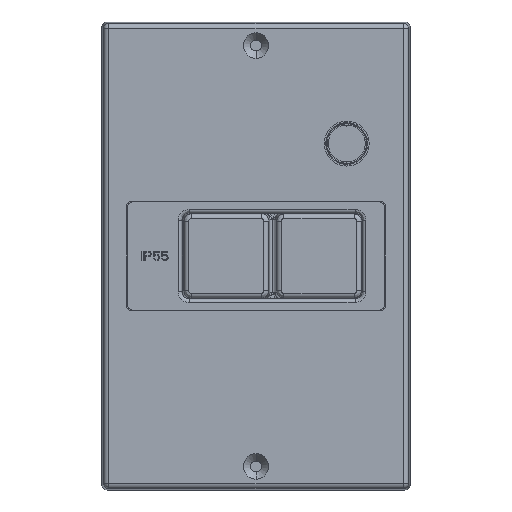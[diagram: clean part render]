
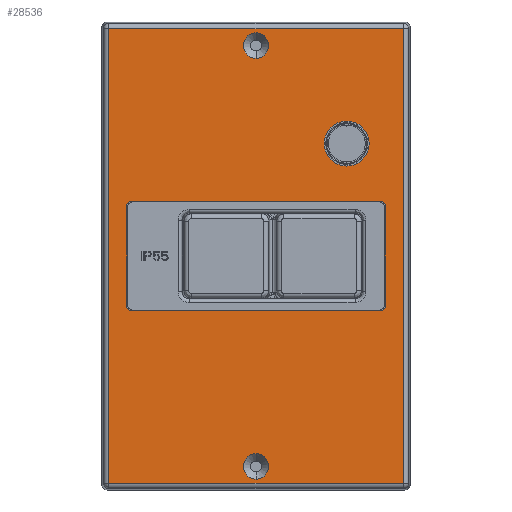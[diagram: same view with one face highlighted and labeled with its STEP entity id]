
A CAD part, front view. The second image highlights one B-rep face of the part: STEP entity #28536.
In plain terms, the highlighted face is planar.
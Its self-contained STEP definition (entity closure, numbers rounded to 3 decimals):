
#23764=DIRECTION('',(0.,0.,1.));
#23765=VECTOR('',#23764,125.195);
#23766=CARTESIAN_POINT('',(-40.597,13.,-62.597));
#23767=LINE('',#23766,#23765);
#23768=DIRECTION('',(-1.,0.,0.));
#23769=VECTOR('',#23768,81.195);
#23770=CARTESIAN_POINT('',(40.597,13.,-62.597));
#23771=LINE('',#23770,#23769);
#23772=DIRECTION('',(0.,0.,-1.));
#23773=VECTOR('',#23772,125.195);
#23774=CARTESIAN_POINT('',(40.597,13.,62.597));
#23775=LINE('',#23774,#23773);
#23776=DIRECTION('',(1.,0.,0.));
#23777=VECTOR('',#23776,81.195);
#23778=CARTESIAN_POINT('',(-40.597,13.,62.597));
#23779=LINE('',#23778,#23777);
#23780=CARTESIAN_POINT('',(0.,13.,58.));
#23781=DIRECTION('',(0.,-1.,0.));
#23782=DIRECTION('',(0.,0.,1.));
#23783=AXIS2_PLACEMENT_3D('',#23780,#23781,#23782);
#23785=CARTESIAN_POINT('',(0.,13.,58.));
#23786=DIRECTION('',(0.,-1.,0.));
#23787=DIRECTION('',(0.,0.,-1.));
#23788=AXIS2_PLACEMENT_3D('',#23785,#23786,#23787);
#23790=CARTESIAN_POINT('',(25.,13.,-31.));
#23791=DIRECTION('',(0.,-1.,0.));
#23792=DIRECTION('',(0.,0.,-1.));
#23793=AXIS2_PLACEMENT_3D('',#23790,#23791,#23792);
#23795=CARTESIAN_POINT('',(25.,13.,-31.));
#23796=DIRECTION('',(0.,-1.,0.));
#23797=DIRECTION('',(0.,0.,1.));
#23798=AXIS2_PLACEMENT_3D('',#23795,#23796,#23797);
#23800=DIRECTION('',(-1.,0.,0.));
#23801=VECTOR('',#23800,68.3);
#23802=CARTESIAN_POINT('',(34.15,13.,-15.1));
#23803=LINE('',#23802,#23801);
#23804=CARTESIAN_POINT('',(-34.15,13.,-13.6));
#23805=DIRECTION('',(0.,1.,0.));
#23806=DIRECTION('',(0.,0.,-1.));
#23807=AXIS2_PLACEMENT_3D('',#23804,#23805,#23806);
#23809=DIRECTION('',(0.,0.,1.));
#23810=VECTOR('',#23809,27.2);
#23811=CARTESIAN_POINT('',(-35.65,13.,-13.6));
#23812=LINE('',#23811,#23810);
#23813=CARTESIAN_POINT('',(-34.15,13.,13.6));
#23814=DIRECTION('',(0.,1.,0.));
#23815=DIRECTION('',(-1.,0.,0.));
#23816=AXIS2_PLACEMENT_3D('',#23813,#23814,#23815);
#23818=DIRECTION('',(1.,0.,0.));
#23819=VECTOR('',#23818,68.3);
#23820=CARTESIAN_POINT('',(-34.15,13.,15.1));
#23821=LINE('',#23820,#23819);
#23822=CARTESIAN_POINT('',(34.15,13.,13.6));
#23823=DIRECTION('',(0.,1.,0.));
#23824=DIRECTION('',(0.,0.,1.));
#23825=AXIS2_PLACEMENT_3D('',#23822,#23823,#23824);
#23827=DIRECTION('',(0.,0.,-1.));
#23828=VECTOR('',#23827,27.2);
#23829=CARTESIAN_POINT('',(35.65,13.,13.6));
#23830=LINE('',#23829,#23828);
#23831=CARTESIAN_POINT('',(34.15,13.,-13.6));
#23832=DIRECTION('',(0.,1.,0.));
#23833=DIRECTION('',(1.,0.,0.));
#23834=AXIS2_PLACEMENT_3D('',#23831,#23832,#23833);
#23836=CARTESIAN_POINT('',(0.,13.,-58.));
#23837=DIRECTION('',(0.,1.,0.));
#23838=DIRECTION('',(0.,0.,-1.));
#23839=AXIS2_PLACEMENT_3D('',#23836,#23837,#23838);
#23841=CARTESIAN_POINT('',(0.,13.,-58.));
#23842=DIRECTION('',(0.,1.,0.));
#23843=DIRECTION('',(0.,0.,1.));
#23844=AXIS2_PLACEMENT_3D('',#23841,#23842,#23843);
#27299=CARTESIAN_POINT('',(-40.597,13.,-62.597));
#27300=CARTESIAN_POINT('',(-40.597,13.,62.597));
#27301=VERTEX_POINT('',#27299);
#27302=VERTEX_POINT('',#27300);
#27307=CARTESIAN_POINT('',(40.597,13.,62.597));
#27308=VERTEX_POINT('',#27307);
#27313=CARTESIAN_POINT('',(40.597,13.,-62.597));
#27314=VERTEX_POINT('',#27313);
#27477=CARTESIAN_POINT('',(25.,13.,-37.2));
#27478=CARTESIAN_POINT('',(25.,13.,-24.8));
#27479=VERTEX_POINT('',#27477);
#27480=VERTEX_POINT('',#27478);
#27485=CARTESIAN_POINT('',(34.15,13.,-15.1));
#27486=CARTESIAN_POINT('',(-34.15,13.,-15.1));
#27487=VERTEX_POINT('',#27485);
#27488=VERTEX_POINT('',#27486);
#27489=CARTESIAN_POINT('',(-35.65,13.,-13.6));
#27490=VERTEX_POINT('',#27489);
#27491=CARTESIAN_POINT('',(-35.65,13.,13.6));
#27492=VERTEX_POINT('',#27491);
#27493=CARTESIAN_POINT('',(-34.15,13.,15.1));
#27494=VERTEX_POINT('',#27493);
#27495=CARTESIAN_POINT('',(34.15,13.,15.1));
#27496=VERTEX_POINT('',#27495);
#27497=CARTESIAN_POINT('',(35.65,13.,13.6));
#27498=VERTEX_POINT('',#27497);
#27499=CARTESIAN_POINT('',(35.65,13.,-13.6));
#27500=VERTEX_POINT('',#27499);
#27949=CARTESIAN_POINT('',(0.,13.,61.5));
#27950=CARTESIAN_POINT('',(0.,13.,54.5));
#27951=VERTEX_POINT('',#27949);
#27952=VERTEX_POINT('',#27950);
#27961=CARTESIAN_POINT('',(0.,13.,-61.5));
#27962=CARTESIAN_POINT('',(0.,13.,-54.5));
#27963=VERTEX_POINT('',#27961);
#27964=VERTEX_POINT('',#27962);
#28486=CARTESIAN_POINT('',(0.,13.,0.));
#28487=DIRECTION('',(0.,1.,0.));
#28488=DIRECTION('',(1.,0.,0.));
#28489=AXIS2_PLACEMENT_3D('',#28486,#28487,#28488);
#28490=PLANE('',#28489);
#28491=ORIENTED_EDGE('',*,*,#28476,.F.);
#28493=ORIENTED_EDGE('',*,*,#28492,.F.);
#28495=ORIENTED_EDGE('',*,*,#28494,.F.);
#28497=ORIENTED_EDGE('',*,*,#28496,.F.);
#28498=EDGE_LOOP('',(#28491,#28493,#28495,#28497));
#28499=FACE_OUTER_BOUND('',#28498,.F.);
#28501=ORIENTED_EDGE('',*,*,#28500,.F.);
#28503=ORIENTED_EDGE('',*,*,#28502,.F.);
#28504=EDGE_LOOP('',(#28501,#28503));
#28505=FACE_BOUND('',#28504,.F.);
#28507=ORIENTED_EDGE('',*,*,#28506,.F.);
#28509=ORIENTED_EDGE('',*,*,#28508,.F.);
#28510=EDGE_LOOP('',(#28507,#28509));
#28511=FACE_BOUND('',#28510,.F.);
#28513=ORIENTED_EDGE('',*,*,#28512,.T.);
#28515=ORIENTED_EDGE('',*,*,#28514,.T.);
#28517=ORIENTED_EDGE('',*,*,#28516,.T.);
#28519=ORIENTED_EDGE('',*,*,#28518,.T.);
#28521=ORIENTED_EDGE('',*,*,#28520,.T.);
#28523=ORIENTED_EDGE('',*,*,#28522,.T.);
#28525=ORIENTED_EDGE('',*,*,#28524,.T.);
#28527=ORIENTED_EDGE('',*,*,#28526,.T.);
#28528=EDGE_LOOP('',(#28513,#28515,#28517,#28519,#28521,#28523,#28525,#28527));
#28529=FACE_BOUND('',#28528,.F.);
#28531=ORIENTED_EDGE('',*,*,#28530,.T.);
#28533=ORIENTED_EDGE('',*,*,#28532,.T.);
#28534=EDGE_LOOP('',(#28531,#28533));
#28535=FACE_BOUND('',#28534,.F.);
#23784=CIRCLE('',#23783,3.5);
#23789=CIRCLE('',#23788,3.5);
#23794=CIRCLE('',#23793,6.2);
#23799=CIRCLE('',#23798,6.2);
#23808=CIRCLE('',#23807,1.5);
#23817=CIRCLE('',#23816,1.5);
#23826=CIRCLE('',#23825,1.5);
#23835=CIRCLE('',#23834,1.5);
#23840=CIRCLE('',#23839,3.5);
#23845=CIRCLE('',#23844,3.5);
#28476=EDGE_CURVE('',#27301,#27302,#23767,.T.);
#28492=EDGE_CURVE('',#27314,#27301,#23771,.T.);
#28494=EDGE_CURVE('',#27308,#27314,#23775,.T.);
#28496=EDGE_CURVE('',#27302,#27308,#23779,.T.);
#28500=EDGE_CURVE('',#27951,#27952,#23784,.T.);
#28502=EDGE_CURVE('',#27952,#27951,#23789,.T.);
#28506=EDGE_CURVE('',#27479,#27480,#23794,.T.);
#28508=EDGE_CURVE('',#27480,#27479,#23799,.T.);
#28512=EDGE_CURVE('',#27487,#27488,#23803,.T.);
#28514=EDGE_CURVE('',#27488,#27490,#23808,.T.);
#28516=EDGE_CURVE('',#27490,#27492,#23812,.T.);
#28518=EDGE_CURVE('',#27492,#27494,#23817,.T.);
#28520=EDGE_CURVE('',#27494,#27496,#23821,.T.);
#28522=EDGE_CURVE('',#27496,#27498,#23826,.T.);
#28524=EDGE_CURVE('',#27498,#27500,#23830,.T.);
#28526=EDGE_CURVE('',#27500,#27487,#23835,.T.);
#28530=EDGE_CURVE('',#27963,#27964,#23840,.T.);
#28532=EDGE_CURVE('',#27964,#27963,#23845,.T.);
#28536=ADVANCED_FACE('',(#28499,#28505,#28511,#28529,#28535),#28490,.T.);
